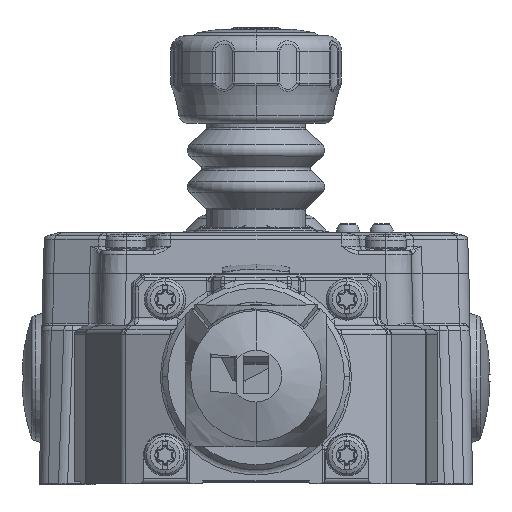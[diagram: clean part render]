
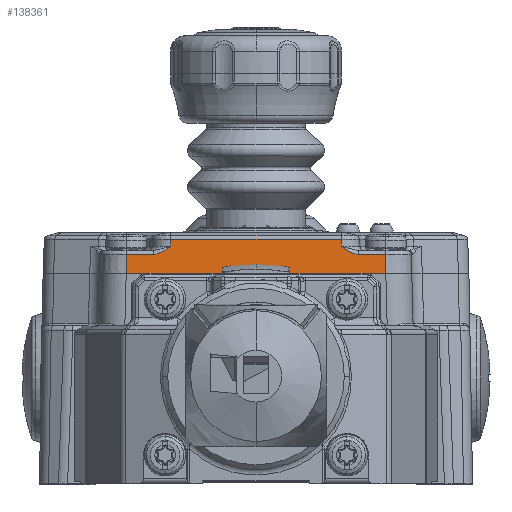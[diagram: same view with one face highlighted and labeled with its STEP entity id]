
A CAD part, top view. The second image highlights one B-rep face of the part: STEP entity #138361.
In plain terms, the highlighted planar face has unit normal (0, 0.035, 0.999).
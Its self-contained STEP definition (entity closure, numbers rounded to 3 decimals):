
#131987=DIRECTION('',(-1.,0.,0.));
#131988=VECTOR('',#131987,32.858);
#131989=CARTESIAN_POINT('',(16.429,26.597,
-0.23));
#131990=LINE('',#131989,#131988);
#131994=DIRECTION('',(0.035,-0.999,0.035));
#131995=VECTOR('',#131994,1.327);
#131996=CARTESIAN_POINT('',(16.429,26.597,
-0.23));
#131997=LINE('',#131996,#131995);
#132001=CARTESIAN_POINT('',(16.475,25.272,
-0.184));
#132002=CARTESIAN_POINT('',(16.562,25.204,
-0.182));
#132003=CARTESIAN_POINT('',(16.742,25.067,
-0.177));
#132004=CARTESIAN_POINT('',(17.016,24.863,
-0.17));
#132005=CARTESIAN_POINT('',(17.318,24.648,
-0.162));
#132006=CARTESIAN_POINT('',(17.659,24.425,
-0.155));
#132007=CARTESIAN_POINT('',(18.037,24.207,
-0.147));
#132008=CARTESIAN_POINT('',(18.451,24.009,
-0.14));
#132009=CARTESIAN_POINT('',(18.897,23.849,
-0.134));
#132010=CARTESIAN_POINT('',(19.362,23.747,
-0.131));
#132011=CARTESIAN_POINT('',(19.641,23.728,
-0.13));
#132012=CARTESIAN_POINT('',(19.776,23.728,
-0.13));
#132017=DIRECTION('',(1.,0.,0.));
#132018=VECTOR('',#132017,5.224);
#132019=CARTESIAN_POINT('',(19.776,23.728,
-0.13));
#132020=LINE('',#132019,#132018);
#132024=DIRECTION('',(0.,-0.999,0.035));
#132025=VECTOR('',#132024,3.73);
#132026=CARTESIAN_POINT('',(25.,23.728,
-0.13));
#132027=LINE('',#132026,#132025);
#132031=DIRECTION('',(-1.,0.,0.));
#132032=VECTOR('',#132031,50.);
#132033=CARTESIAN_POINT('',(25.,20.,0.));
#132034=LINE('',#132033,#132032);
#132038=DIRECTION('',(0.,-0.999,
0.035));
#132039=VECTOR('',#132038,3.73);
#132040=CARTESIAN_POINT('',(-25.,23.728,
-0.13));
#132041=LINE('',#132040,#132039);
#132045=DIRECTION('',(1.,0.,0.));
#132046=VECTOR('',#132045,5.224);
#132047=CARTESIAN_POINT('',(-25.,23.728,
-0.13));
#132048=LINE('',#132047,#132046);
#132052=CARTESIAN_POINT('',(-19.776,23.728,
-0.13));
#132053=CARTESIAN_POINT('',(-19.563,23.728,
-0.13));
#132054=CARTESIAN_POINT('',(-19.145,23.776,
-0.132));
#132055=CARTESIAN_POINT('',(-18.514,23.975,
-0.139));
#132056=CARTESIAN_POINT('',(-17.972,24.238,
-0.148));
#132057=CARTESIAN_POINT('',(-17.516,24.514,
-0.158));
#132058=CARTESIAN_POINT('',(-17.124,24.783,
-0.167));
#132059=CARTESIAN_POINT('',(-16.788,25.036,
-0.176));
#132060=CARTESIAN_POINT('',(-16.568,25.192,
-0.181));
#132061=CARTESIAN_POINT('',(-16.47,25.268,
-0.184));
#132066=DIRECTION('',(0.031,0.999,-0.035));
#132067=VECTOR('',#132066,1.331);
#132068=CARTESIAN_POINT('',(-16.47,25.268,
-0.184));
#132069=LINE('',#132068,#132067);
#132073=CARTESIAN_POINT('',(16.475,25.272,
-0.184));
#134738=CARTESIAN_POINT('',(-25.,20.,0.));
#134740=VERTEX_POINT('',#134738);
#134742=CARTESIAN_POINT('',(25.,20.,0.));
#134743=VERTEX_POINT('',#134742);
#134774=CARTESIAN_POINT('',(16.429,26.597,
-0.23));
#134775=CARTESIAN_POINT('',(-16.429,26.597,
-0.23));
#134776=VERTEX_POINT('',#134774);
#134777=VERTEX_POINT('',#134775);
#134982=CARTESIAN_POINT('',(-25.,23.728,
-0.13));
#134983=VERTEX_POINT('',#134982);
#134984=CARTESIAN_POINT('',(25.,23.728,
-0.13));
#134985=VERTEX_POINT('',#134984);
#135139=CARTESIAN_POINT('',(19.776,23.728,
-0.13));
#135140=VERTEX_POINT('',#135139);
#135141=VERTEX_POINT('',#132073);
#135142=VERTEX_POINT('',#132052);
#135143=VERTEX_POINT('',#132061);
#138337=CARTESIAN_POINT('',(-32.555,20.,0.));
#138338=DIRECTION('',(0.,0.035,0.999));
#138339=DIRECTION('',(1.,0.,0.));
#138340=AXIS2_PLACEMENT_3D('',#138337,#138338,#138339);
#138341=PLANE('',#138340);
#138342=ORIENTED_EDGE('',*,*,#135402,.F.);
#138343=ORIENTED_EDGE('',*,*,#135484,.T.);
#138345=ORIENTED_EDGE('',*,*,#138344,.T.);
#138347=ORIENTED_EDGE('',*,*,#138346,.T.);
#138349=ORIENTED_EDGE('',*,*,#138348,.T.);
#138351=ORIENTED_EDGE('',*,*,#138350,.T.);
#138353=ORIENTED_EDGE('',*,*,#138352,.F.);
#138355=ORIENTED_EDGE('',*,*,#138354,.T.);
#138357=ORIENTED_EDGE('',*,*,#138356,.T.);
#138358=ORIENTED_EDGE('',*,*,#138147,.T.);
#138359=EDGE_LOOP('',(#138342,#138343,#138345,#138347,#138349,#138351,#138353,
#138355,#138357,#138358));
#138360=FACE_OUTER_BOUND('',#138359,.F.);
#138361=ADVANCED_FACE('',(#138360),#138341,.T.);
#132013=B_SPLINE_CURVE_WITH_KNOTS('',3,(#132001,#132002,#132003,#132004,#132005,
#132006,#132007,#132008,#132009,#132010,#132011,#132012),.UNSPECIFIED.,.F.,.F.,(
4,1,1,1,1,1,1,1,1,4),(0.,0.111,0.222,
0.333,0.444,0.556,0.667,
0.778,0.889,1.),.UNSPECIFIED.);
#132062=B_SPLINE_CURVE_WITH_KNOTS('',3,(#132052,#132053,#132054,#132055,#132056,
#132057,#132058,#132059,#132060,#132061),.UNSPECIFIED.,.F.,.F.,(4,1,1,1,1,1,1,
4),(0.,0.143,0.286,0.429,
0.571,0.714,0.857,1.),.UNSPECIFIED.);
#135402=EDGE_CURVE('',#134776,#134777,#131990,.T.);
#135484=EDGE_CURVE('',#134776,#135141,#131997,.T.);
#138147=EDGE_CURVE('',#135143,#134777,#132069,.T.);
#138344=EDGE_CURVE('',#135141,#135140,#132013,.T.);
#138346=EDGE_CURVE('',#135140,#134985,#132020,.T.);
#138348=EDGE_CURVE('',#134985,#134743,#132027,.T.);
#138350=EDGE_CURVE('',#134743,#134740,#132034,.T.);
#138352=EDGE_CURVE('',#134983,#134740,#132041,.T.);
#138354=EDGE_CURVE('',#134983,#135142,#132048,.T.);
#138356=EDGE_CURVE('',#135142,#135143,#132062,.T.);
